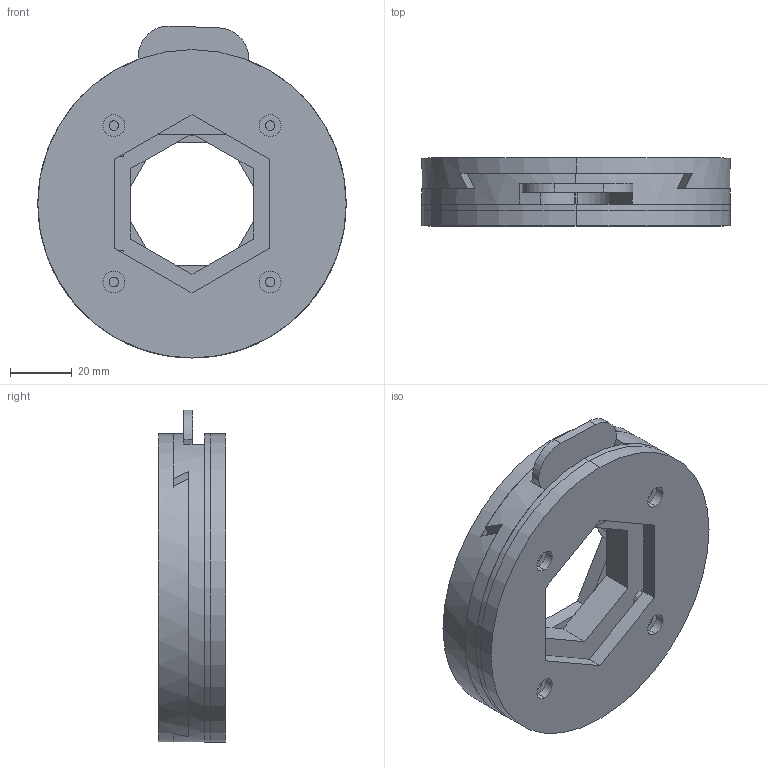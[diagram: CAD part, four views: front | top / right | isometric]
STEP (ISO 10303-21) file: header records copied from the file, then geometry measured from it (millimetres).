
FILE_DESCRIPTION (( 'STEP AP203' ), '1' );
FILE_NAME ('Combined System v2 - 3d print.STEP', '2024-08-13T04:48:36', ( '' ), ( '' ), 'SwSTEP 2.0', 'SolidWorks 2023', '' );
FILE_SCHEMA (( 'CONFIG_CONTROL_DESIGN' ));
Length unit declared in the file: millimetre
Products named in the file (6): Combined System v2 - 3d print; Bottom-Baseplate; Bottom; Top; BottomMagHolder; Sliding Magnet Holder_shruken - insert - screw
Assembly tree (5 placements, depth 2):
  Combined System v2 - 3d print
    Bottom
    Top
    Bottom-Baseplate
    BottomMagHolder
    Sliding Magnet Holder_shruken - insert - screw
Bounding box: 100 x 22 x 107.65 mm (x, y, z)
Volume: 128081.7 mm3; surface area: 62409 mm2
Topology: 5 solids, 5 shells, 167 faces, 438 edges, 292 vertices
Faces by surface type: cylinder 88, plane 79
Entity records: 5930 total; most frequent: DIRECTION 970, CARTESIAN_POINT 929, ORIENTED_EDGE 876, EDGE_CURVE 438, AXIS2_PLACEMENT_3D 365, VERTEX_POINT 292, LINE 240, VECTOR 240
